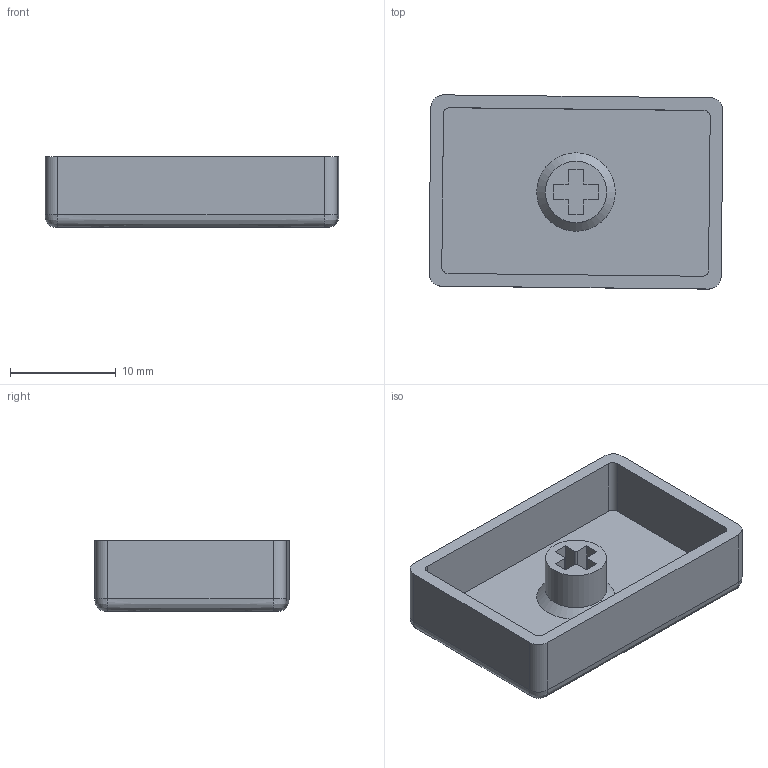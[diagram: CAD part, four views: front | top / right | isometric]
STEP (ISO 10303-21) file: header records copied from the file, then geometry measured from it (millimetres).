
FILE_DESCRIPTION(('HOOPS Exchange Step'),'2;1');
FILE_NAME('temp_export','2023-11-09T15:04:47-05:00',('jscotto'),('Shapr3D Limited'),'HOOPS Exchange 2023.2','Shapr3D','Authorized');
FILE_SCHEMA( ('AUTOMOTIVE_DESIGN { 1 0 10303 214 1 1 1 1 }') );
Length unit declared in the file: millimetre
Products named in the file (1): 1.50u
Bounding box: 27.74 x 18.32 x 6.7 mm (x, y, z)
Volume: 1222.1 mm3; surface area: 2142.2 mm2
Topology: 1 solids, 1 shells, 47 faces, 120 edges, 74 vertices
Faces by surface type: plane 25, cylinder 13, bspline 8, cone 1
Full cylindrical faces by diameter (mm): 5.8 x1
Entity records: 1900 total; most frequent: CARTESIAN_POINT 774, ORIENTED_EDGE 232, DIRECTION 218, EDGE_CURVE 116, VECTOR 78, LINE 78, VERTEX_POINT 74, AXIS2_PLACEMENT_3D 70
